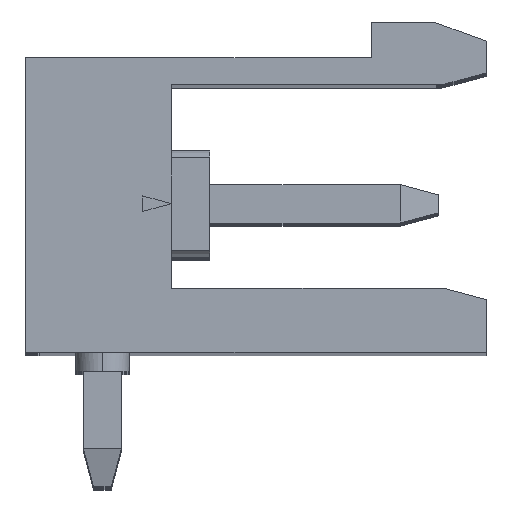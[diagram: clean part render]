
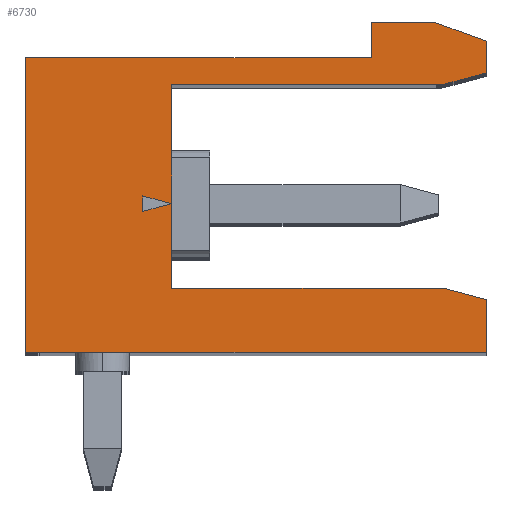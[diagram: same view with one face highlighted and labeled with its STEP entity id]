
A CAD part, top view. The second image highlights one B-rep face of the part: STEP entity #6730.
In plain terms, the highlighted planar face has unit normal (0, 0, 1).
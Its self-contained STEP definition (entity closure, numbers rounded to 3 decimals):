
#72 = VECTOR ( 'NONE', #805, 1000. ) ;
#233 = EDGE_CURVE ( 'NONE', #15162, #1822, #14205, .T. ) ;
#375 = LINE ( 'NONE', #22678, #10173 ) ;
#452 = CARTESIAN_POINT ( 'NONE',  ( 48.627, 37.773, 2.54 ) ) ;
#763 = VECTOR ( 'NONE', #21096, 1000. ) ;
#805 = DIRECTION ( 'NONE',  ( -0.966, -0.259, 0. ) ) ;
#920 = CARTESIAN_POINT ( 'NONE',  ( 45.627, 45.443, 2.54 ) ) ;
#1113 = LINE ( 'NONE', #7346, #5448 ) ;
#1212 = EDGE_CURVE ( 'NONE', #4529, #23265, #16677, .T. ) ;
#1277 = LINE ( 'NONE', #13147, #15438 ) ;
#1505 = CARTESIAN_POINT ( 'NONE',  ( 47.94, 46.123, 2.54 ) ) ;
#1662 = VECTOR ( 'NONE', #3753, 1000. ) ;
#1695 = CARTESIAN_POINT ( 'NONE',  ( 36.627, 37.773, 2.54 ) ) ;
#1822 = VERTEX_POINT ( 'NONE', #21577 ) ;
#1847 = LINE ( 'NONE', #5733, #6171 ) ;
#1940 = VECTOR ( 'NONE', #9339, 1000. ) ;
#2336 = ORIENTED_EDGE ( 'NONE', *, *, #6384, .T. ) ;
#2337 = DIRECTION ( 'NONE',  ( 0., 1., 0. ) ) ;
#2472 = VERTEX_POINT ( 'NONE', #9677 ) ;
#2583 = VERTEX_POINT ( 'NONE', #12750 ) ;
#2650 = CARTESIAN_POINT ( 'NONE',  ( 40.427, 41.643, 2.54 ) ) ;
#2725 = CARTESIAN_POINT ( 'NONE',  ( 47.253, 46.373, 2.54 ) ) ;
#2949 = ORIENTED_EDGE ( 'NONE', *, *, #22119, .F. ) ;
#2972 = VECTOR ( 'NONE', #22757, 1000. ) ;
#3080 = LINE ( 'NONE', #15473, #12297 ) ;
#3110 = ORIENTED_EDGE ( 'NONE', *, *, #17096, .F. ) ;
#3239 = VERTEX_POINT ( 'NONE', #920 ) ;
#3753 = DIRECTION ( 'NONE',  ( 0.966, -0.259, 0. ) ) ;
#4059 = VECTOR ( 'NONE', #20233, 1000. ) ;
#4264 = LINE ( 'NONE', #21608, #18412 ) ;
#4529 = VERTEX_POINT ( 'NONE', #10049 ) ;
#4653 = ORIENTED_EDGE ( 'NONE', *, *, #10385, .T. ) ;
#4846 = EDGE_CURVE ( 'NONE', #2472, #15056, #14800, .T. ) ;
#5448 = VECTOR ( 'NONE', #20286, 1000. ) ;
#5733 = CARTESIAN_POINT ( 'NONE',  ( 39.845, 45.443, 2.54 ) ) ;
#5783 = ORIENTED_EDGE ( 'NONE', *, *, #17109, .F. ) ;
#6090 = ORIENTED_EDGE ( 'NONE', *, *, #16052, .T. ) ;
#6171 = VECTOR ( 'NONE', #9423, 1000. ) ;
#6298 = CARTESIAN_POINT ( 'NONE',  ( 48.627, 39.143, 2.54 ) ) ;
#6384 = EDGE_CURVE ( 'NONE', #3239, #13101, #1847, .T. ) ;
#6430 = EDGE_CURVE ( 'NONE', #8674, #13893, #1277, .T. ) ;
#6647 = LINE ( 'NONE', #17674, #11543 ) ;
#6730 = ADVANCED_FACE ( 'NONE', ( #7251, #12189 ), #21453, .T. ) ;
#6964 = EDGE_CURVE ( 'NONE', #15633, #2472, #7259, .T. ) ;
#7075 = VERTEX_POINT ( 'NONE', #7946 ) ;
#7251 = FACE_OUTER_BOUND ( 'NONE', #10104, .T. ) ;
#7259 = LINE ( 'NONE', #20550, #17106 ) ;
#7346 = CARTESIAN_POINT ( 'NONE',  ( 48.627, 39.69, 2.54 ) ) ;
#7832 = EDGE_CURVE ( 'NONE', #9561, #16176, #4264, .T. ) ;
#7926 = VECTOR ( 'NONE', #20048, 1000. ) ;
#7946 = CARTESIAN_POINT ( 'NONE',  ( 48.627, 45.873, 2.54 ) ) ;
#8674 = VERTEX_POINT ( 'NONE', #17390 ) ;
#9339 = DIRECTION ( 'NONE',  ( 1., 0., 0. ) ) ;
#9423 = DIRECTION ( 'NONE',  ( -1., 0., 0. ) ) ;
#9561 = VERTEX_POINT ( 'NONE', #452 ) ;
#9677 = CARTESIAN_POINT ( 'NONE',  ( 40.427, 39.443, 2.54 ) ) ;
#10049 = CARTESIAN_POINT ( 'NONE',  ( 45.627, 46.373, 2.54 ) ) ;
#10104 = EDGE_LOOP ( 'NONE', ( #11249, #15423, #4653, #13373, #16054, #2949, #23341, #3110, #2336, #5783, #13872, #13688, #14674 ) ) ;
#10173 = VECTOR ( 'NONE', #2337, 1000. ) ;
#10382 = CARTESIAN_POINT ( 'NONE',  ( 40.427, 39.69, 2.54 ) ) ;
#10385 = EDGE_CURVE ( 'NONE', #15056, #13893, #18785, .T. ) ;
#10452 = CARTESIAN_POINT ( 'NONE',  ( 40.427, 44.736, 2.54 ) ) ;
#10510 = CARTESIAN_POINT ( 'NONE',  ( 47.507, 39.443, 2.54 ) ) ;
#10568 = CARTESIAN_POINT ( 'NONE',  ( 39.845, 39.69, 2.54 ) ) ;
#10575 = LINE ( 'NONE', #19163, #763 ) ;
#11249 = ORIENTED_EDGE ( 'NONE', *, *, #6964, .T. ) ;
#11255 = DIRECTION ( 'NONE',  ( -1., 0., 0. ) ) ;
#11286 = DIRECTION ( 'NONE',  ( -0.966, -0.259, 0. ) ) ;
#11543 = VECTOR ( 'NONE', #21464, 1000. ) ;
#12189 = FACE_BOUND ( 'NONE', #21150, .T. ) ;
#12297 = VECTOR ( 'NONE', #17308, 1000. ) ;
#12407 = DIRECTION ( 'NONE',  ( 1., 0., 0. ) ) ;
#12750 = CARTESIAN_POINT ( 'NONE',  ( 39.677, 41.844, 2.54 ) ) ;
#13101 = VERTEX_POINT ( 'NONE', #15766 ) ;
#13147 = CARTESIAN_POINT ( 'NONE',  ( 47.468, 44.737, 2.54 ) ) ;
#13373 = ORIENTED_EDGE ( 'NONE', *, *, #6430, .F. ) ;
#13688 = ORIENTED_EDGE ( 'NONE', *, *, #19492, .T. ) ;
#13872 = ORIENTED_EDGE ( 'NONE', *, *, #7832, .F. ) ;
#13893 = VERTEX_POINT ( 'NONE', #14881 ) ;
#14063 = LINE ( 'NONE', #14806, #1662 ) ;
#14205 = LINE ( 'NONE', #2650, #72 ) ;
#14226 = VECTOR ( 'NONE', #21436, 1000. ) ;
#14674 = ORIENTED_EDGE ( 'NONE', *, *, #18646, .T. ) ;
#14800 = LINE ( 'NONE', #10382, #14226 ) ;
#14806 = CARTESIAN_POINT ( 'NONE',  ( 39.677, 41.844, 2.54 ) ) ;
#14881 = CARTESIAN_POINT ( 'NONE',  ( 47.464, 44.736, 2.54 ) ) ;
#15056 = VERTEX_POINT ( 'NONE', #10452 ) ;
#15162 = VERTEX_POINT ( 'NONE', #18283 ) ;
#15423 = ORIENTED_EDGE ( 'NONE', *, *, #4846, .T. ) ;
#15438 = VECTOR ( 'NONE', #11286, 1000. ) ;
#15473 = CARTESIAN_POINT ( 'NONE',  ( 45.627, 46.373, 2.54 ) ) ;
#15633 = VERTEX_POINT ( 'NONE', #10510 ) ;
#15766 = CARTESIAN_POINT ( 'NONE',  ( 36.627, 45.443, 2.54 ) ) ;
#16052 = EDGE_CURVE ( 'NONE', #1822, #2583, #6647, .T. ) ;
#16054 = ORIENTED_EDGE ( 'NONE', *, *, #18594, .T. ) ;
#16176 = VERTEX_POINT ( 'NONE', #1695 ) ;
#16677 = LINE ( 'NONE', #16721, #1940 ) ;
#16721 = CARTESIAN_POINT ( 'NONE',  ( 47.427, 46.373, 2.54 ) ) ;
#16914 = EDGE_CURVE ( 'NONE', #2583, #15162, #14063, .T. ) ;
#17096 = EDGE_CURVE ( 'NONE', #3239, #4529, #3080, .T. ) ;
#17106 = VECTOR ( 'NONE', #11255, 1000. ) ;
#17109 = EDGE_CURVE ( 'NONE', #16176, #13101, #10575, .T. ) ;
#17110 = LINE ( 'NONE', #20972, #2972 ) ;
#17308 = DIRECTION ( 'NONE',  ( 0., 1., 0. ) ) ;
#17390 = CARTESIAN_POINT ( 'NONE',  ( 48.627, 45.048, 2.54 ) ) ;
#17674 = CARTESIAN_POINT ( 'NONE',  ( 39.677, 39.69, 2.54 ) ) ;
#17754 = LINE ( 'NONE', #1505, #7926 ) ;
#17994 = ORIENTED_EDGE ( 'NONE', *, *, #233, .T. ) ;
#18283 = CARTESIAN_POINT ( 'NONE',  ( 40.427, 41.643, 2.54 ) ) ;
#18389 = CARTESIAN_POINT ( 'NONE',  ( 39.845, 44.736, 2.54 ) ) ;
#18412 = VECTOR ( 'NONE', #23497, 1000. ) ;
#18594 = EDGE_CURVE ( 'NONE', #8674, #7075, #375, .T. ) ;
#18646 = EDGE_CURVE ( 'NONE', #22864, #15633, #17110, .T. ) ;
#18785 = LINE ( 'NONE', #18389, #4059 ) ;
#19108 = ORIENTED_EDGE ( 'NONE', *, *, #16914, .T. ) ;
#19163 = CARTESIAN_POINT ( 'NONE',  ( 36.627, 44.573, 2.54 ) ) ;
#19492 = EDGE_CURVE ( 'NONE', #9561, #22864, #1113, .T. ) ;
#20048 = DIRECTION ( 'NONE',  ( 0.94, -0.342, 0. ) ) ;
#20233 = DIRECTION ( 'NONE',  ( 1., 0., 0. ) ) ;
#20286 = DIRECTION ( 'NONE',  ( 0., 1., 0. ) ) ;
#20550 = CARTESIAN_POINT ( 'NONE',  ( 39.845, 39.443, 2.54 ) ) ;
#20972 = CARTESIAN_POINT ( 'NONE',  ( 48.627, 39.143, 2.54 ) ) ;
#21096 = DIRECTION ( 'NONE',  ( 0., 1., 0. ) ) ;
#21150 = EDGE_LOOP ( 'NONE', ( #19108, #17994, #6090 ) ) ;
#21436 = DIRECTION ( 'NONE',  ( 0., 1., 0. ) ) ;
#21453 = PLANE ( 'NONE',  #23661 ) ;
#21464 = DIRECTION ( 'NONE',  ( 0., 1., 0. ) ) ;
#21577 = CARTESIAN_POINT ( 'NONE',  ( 39.677, 41.442, 2.54 ) ) ;
#21608 = CARTESIAN_POINT ( 'NONE',  ( 38.127, 37.773, 2.54 ) ) ;
#22119 = EDGE_CURVE ( 'NONE', #23265, #7075, #17754, .T. ) ;
#22678 = CARTESIAN_POINT ( 'NONE',  ( 48.627, 39.69, 2.54 ) ) ;
#22757 = DIRECTION ( 'NONE',  ( -0.966, 0.259, 0. ) ) ;
#22864 = VERTEX_POINT ( 'NONE', #6298 ) ;
#23265 = VERTEX_POINT ( 'NONE', #2725 ) ;
#23341 = ORIENTED_EDGE ( 'NONE', *, *, #1212, .F. ) ;
#23497 = DIRECTION ( 'NONE',  ( -1., 0., 0. ) ) ;
#23502 = DIRECTION ( 'NONE',  ( 0., 0., 1. ) ) ;
#23661 = AXIS2_PLACEMENT_3D ( 'NONE', #10568, #23502, #12407 ) ;
